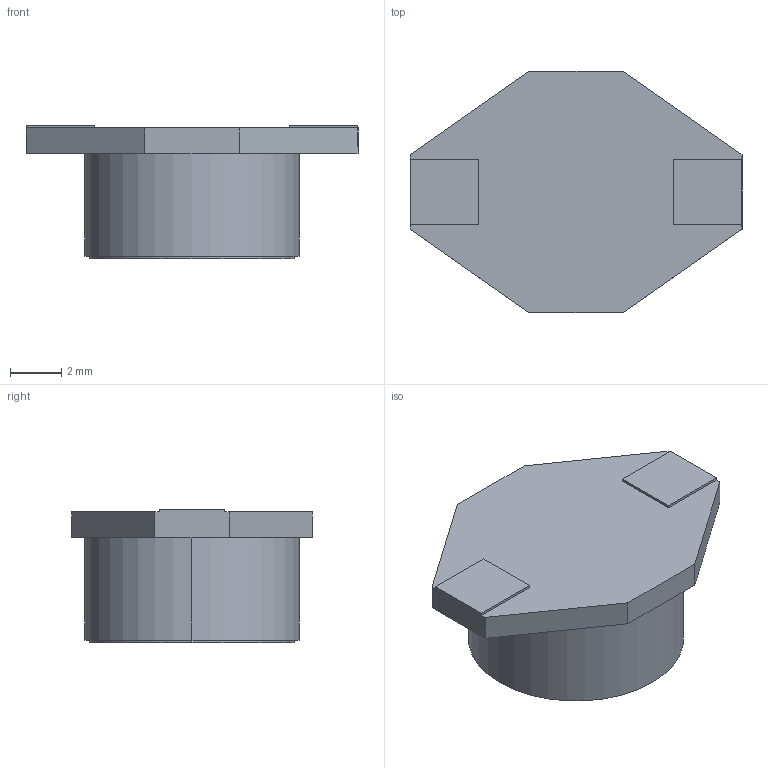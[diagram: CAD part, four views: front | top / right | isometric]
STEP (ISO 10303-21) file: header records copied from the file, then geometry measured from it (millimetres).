
FILE_DESCRIPTION (( 'STEP AP214' ), '1' );
FILE_NAME ('DT3316P.STEP', '2022-10-27T20:29:40', ( '' ), ( '' ), 'SwSTEP 2.0', 'SolidWorks 2021', '' );
FILE_SCHEMA (( 'AUTOMOTIVE_DESIGN' ));
Length unit declared in the file: millimetre
Products named in the file (1): DT3316P
Bounding box: 12.95 x 9.4 x 5.2 mm (x, y, z)
Volume: 318.6 mm3; surface area: 330.9 mm2
Topology: 1 solids, 1 shells, 121 faces, 321 edges, 214 vertices
Faces by surface type: plane 67, bspline 50, cylinder 4
Entity records: 6459 total; most frequent: CARTESIAN_POINT 3595, ORIENTED_EDGE 642, DIRECTION 373, EDGE_CURVE 321, VERTEX_POINT 214, VECTOR 213, LINE 213, EDGE_LOOP 133
